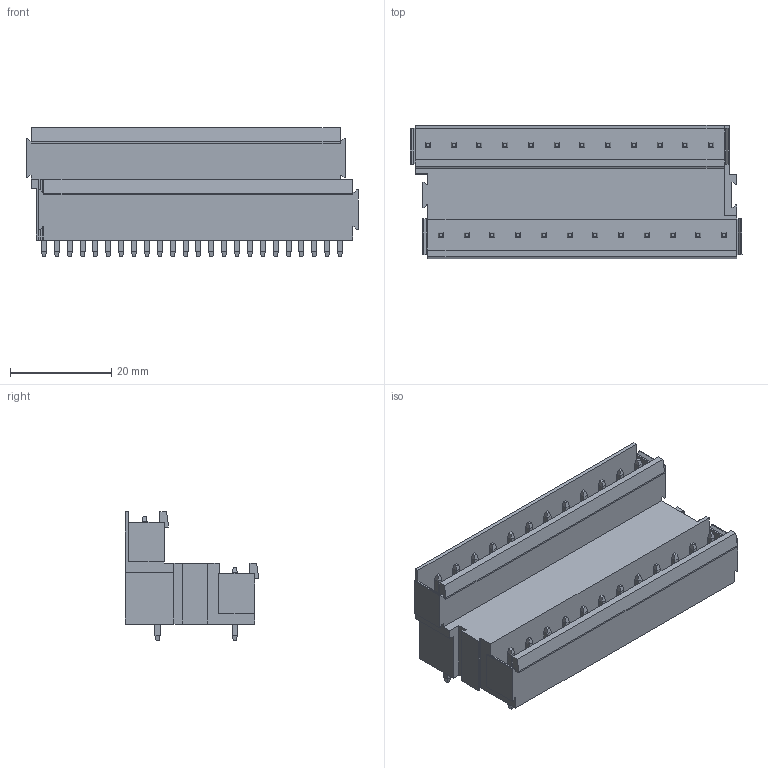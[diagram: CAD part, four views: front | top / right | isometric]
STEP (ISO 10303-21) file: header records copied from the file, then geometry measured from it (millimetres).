
FILE_DESCRIPTION(('CATIA V5 STEP Exchange','CAx-IF Rec.Pracs.--- Model Styling and Organization---1.4--- 2014-01-23'),'2;1');
FILE_NAME ('D1491204_0_1726840000_1726840000.stp','2021-06-25T08:14:15+00:00',('none'),('Weidmueller'),'CATIA Version 5-6 Release 2016 SP3 HF44','CATIA V5 STEP AP214','none');
FILE_SCHEMA(('AUTOMOTIVE_DESIGN { 1 0 10303 214 1 1 1 1 }'));
Length unit declared in the file: millimetre
Products named in the file (1): 1726840000
Bounding box: 65.5 x 26.28 x 25.36 mm (x, y, z)
Volume: 17739 mm3; surface area: 11864.1 mm2
Topology: 25 solids, 25 shells, 711 faces, 1783 edges, 1122 vertices
Faces by surface type: plane 615, cylinder 96
Entity records: 20707 total; most frequent: ORIENTED_EDGE 3566, CARTESIAN_POINT 3490, DIRECTION 2951, EDGE_CURVE 1783, VECTOR 1591, LINE 1591, VERTEX_POINT 1122, AXIS2_PLACEMENT_3D 777
